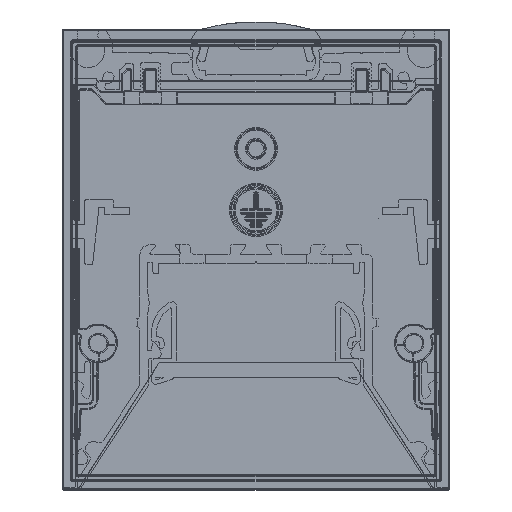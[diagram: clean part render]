
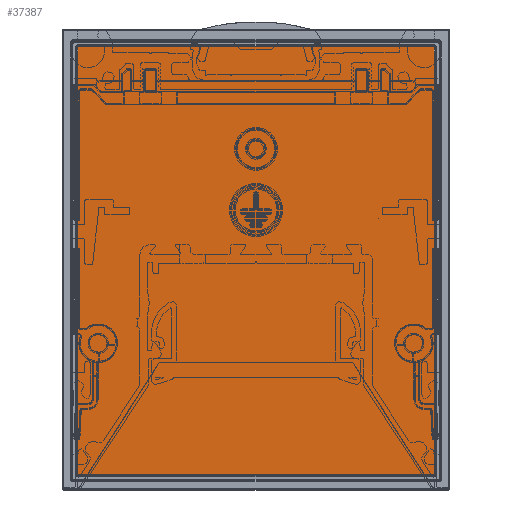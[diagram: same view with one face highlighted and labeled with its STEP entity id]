
A CAD part, front view. The second image highlights one B-rep face of the part: STEP entity #37387.
In plain terms, the highlighted planar face has unit normal (0, -1, 0).
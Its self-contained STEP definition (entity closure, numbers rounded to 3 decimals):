
#3824=FACE_OUTER_BOUND('',#6037,.T.);
#6037=EDGE_LOOP('',(#32133,#32134,#32135,#32136,#32137,#32138,#32139,#32140));
#8197=CIRCLE('',#40901,0.001);
#8202=CIRCLE('',#40907,0.001);
#8417=CIRCLE('',#41374,0.001);
#8421=CIRCLE('',#41379,0.001);
#10657=LINE('',#67543,#13598);
#10916=LINE('',#70555,#13857);
#10918=LINE('',#70592,#13859);
#10920=LINE('',#70625,#13861);
#13598=VECTOR('',#50006,10.);
#13857=VECTOR('',#51195,10.);
#13859=VECTOR('',#51209,10.);
#13861=VECTOR('',#51219,10.);
#17298=VERTEX_POINT('',#67531);
#17300=VERTEX_POINT('',#67534);
#17302=VERTEX_POINT('',#67540);
#17304=VERTEX_POINT('',#67570);
#17613=VERTEX_POINT('',#70554);
#17614=VERTEX_POINT('',#70582);
#17616=VERTEX_POINT('',#70588);
#17618=VERTEX_POINT('',#70618);
#22065=EDGE_CURVE('',#17300,#17298,#8197,.T.);
#22069=EDGE_CURVE('',#17298,#17302,#10657,.T.);
#22072=EDGE_CURVE('',#17302,#17304,#8202,.T.);
#22653=EDGE_CURVE('',#17300,#17613,#10916,.T.);
#22657=EDGE_CURVE('',#17613,#17614,#8417,.T.);
#22660=EDGE_CURVE('',#17614,#17616,#10918,.T.);
#22663=EDGE_CURVE('',#17616,#17618,#8421,.T.);
#22665=EDGE_CURVE('',#17618,#17304,#10920,.T.);
#32133=ORIENTED_EDGE('',*,*,#22665,.F.);
#32134=ORIENTED_EDGE('',*,*,#22663,.F.);
#32135=ORIENTED_EDGE('',*,*,#22660,.F.);
#32136=ORIENTED_EDGE('',*,*,#22657,.F.);
#32137=ORIENTED_EDGE('',*,*,#22653,.F.);
#32138=ORIENTED_EDGE('',*,*,#22065,.T.);
#32139=ORIENTED_EDGE('',*,*,#22069,.T.);
#32140=ORIENTED_EDGE('',*,*,#22072,.T.);
#35603=PLANE('',#41384);
#37387=ADVANCED_FACE('',(#3824),#35603,.F.);
#40901=AXIS2_PLACEMENT_3D('',#67535,#49996,#49997);
#40907=AXIS2_PLACEMENT_3D('',#67573,#50010,#50011);
#41374=AXIS2_PLACEMENT_3D('',#70586,#51202,#51203);
#41379=AXIS2_PLACEMENT_3D('',#70622,#51214,#51215);
#41384=AXIS2_PLACEMENT_3D('',#70632,#51229,#51230);
#49996=DIRECTION('center_axis',(0.,-1.,0.));
#49997=DIRECTION('ref_axis',(0.707,0.,-0.707));
#50006=DIRECTION('',(0.,0.,1.));
#50010=DIRECTION('center_axis',(0.,-1.,0.));
#50011=DIRECTION('ref_axis',(0.707,0.,0.707));
#51195=DIRECTION('',(-1.,0.,0.));
#51202=DIRECTION('center_axis',(0.,1.,0.));
#51203=DIRECTION('ref_axis',(-0.707,0.,-0.707));
#51209=DIRECTION('',(0.,0.,1.));
#51214=DIRECTION('center_axis',(0.,1.,0.));
#51215=DIRECTION('ref_axis',(-0.707,0.,0.707));
#51219=DIRECTION('',(1.,0.,0.));
#51229=DIRECTION('center_axis',(0.,1.,0.));
#51230=DIRECTION('ref_axis',(1.,0.,0.));
#67531=CARTESIAN_POINT('',(35.008,-1127.5,-77.507));
#67534=CARTESIAN_POINT('',(35.007,-1127.5,-77.508));
#67535=CARTESIAN_POINT('Origin',(35.007,-1127.5,-77.507));
#67540=CARTESIAN_POINT('',(35.008,-1127.5,6.507));
#67543=CARTESIAN_POINT('',(35.008,-1127.5,-14.4));
#67570=CARTESIAN_POINT('',(35.007,-1127.5,6.508));
#67573=CARTESIAN_POINT('Origin',(35.007,-1127.5,6.507));
#70554=CARTESIAN_POINT('',(-35.007,-1127.5,-77.508));
#70555=CARTESIAN_POINT('',(-17.6,-1127.5,-77.508));
#70582=CARTESIAN_POINT('',(-35.008,-1127.5,-77.507));
#70586=CARTESIAN_POINT('Origin',(-35.007,-1127.5,-77.507));
#70588=CARTESIAN_POINT('',(-35.008,-1127.5,6.507));
#70592=CARTESIAN_POINT('',(-35.008,-1127.5,-14.4));
#70618=CARTESIAN_POINT('',(-35.007,-1127.5,6.508));
#70622=CARTESIAN_POINT('Origin',(-35.007,-1127.5,6.507));
#70625=CARTESIAN_POINT('',(17.6,-1127.5,6.508));
#70632=CARTESIAN_POINT('Origin',(0.,-1127.5,-35.5));
